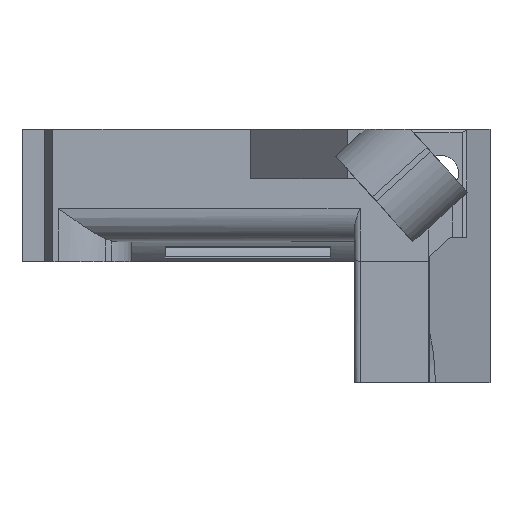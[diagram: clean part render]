
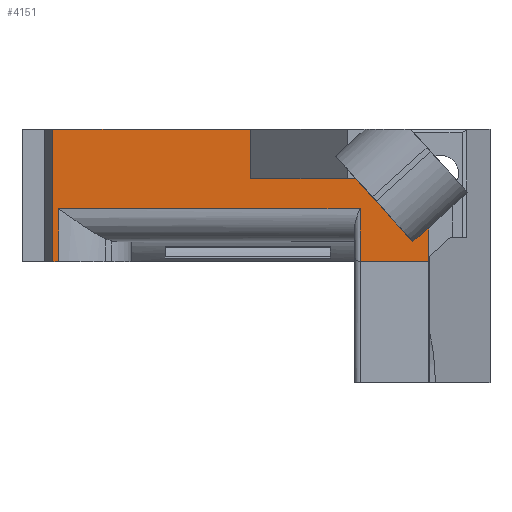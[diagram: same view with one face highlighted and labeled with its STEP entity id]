
A CAD part, left-side view. The second image highlights one B-rep face of the part: STEP entity #4151.
In plain terms, the highlighted planar face has unit normal (-1, 0, 0).
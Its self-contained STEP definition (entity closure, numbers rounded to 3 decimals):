
#290=FACE_OUTER_BOUND('',#521,.T.);
#521=EDGE_LOOP('',(#2785,#2786,#2787,#2788,#2789,#2790,#2791,#2792,#2793,
#2794,#2795,#2796,#2797));
#792=LINE('',#5835,#1250);
#803=LINE('',#5867,#1261);
#804=LINE('',#5870,#1262);
#805=LINE('',#5872,#1263);
#806=LINE('',#5874,#1264);
#807=LINE('',#5876,#1265);
#808=LINE('',#5878,#1266);
#809=LINE('',#5880,#1267);
#810=LINE('',#5882,#1268);
#811=LINE('',#5884,#1269);
#812=LINE('',#5886,#1270);
#813=LINE('',#5888,#1271);
#814=LINE('',#5889,#1272);
#1250=VECTOR('',#4748,10.);
#1261=VECTOR('',#4769,10.);
#1262=VECTOR('',#4772,10.);
#1263=VECTOR('',#4773,10.);
#1264=VECTOR('',#4774,10.);
#1265=VECTOR('',#4775,10.);
#1266=VECTOR('',#4776,10.);
#1267=VECTOR('',#4777,10.);
#1268=VECTOR('',#4778,10.);
#1269=VECTOR('',#4779,10.);
#1270=VECTOR('',#4780,10.);
#1271=VECTOR('',#4781,10.);
#1272=VECTOR('',#4782,10.);
#1701=VERTEX_POINT('',#5826);
#1704=VERTEX_POINT('',#5834);
#1714=VERTEX_POINT('',#5865);
#1715=VERTEX_POINT('',#5869);
#1716=VERTEX_POINT('',#5871);
#1717=VERTEX_POINT('',#5873);
#1718=VERTEX_POINT('',#5875);
#1719=VERTEX_POINT('',#5877);
#1720=VERTEX_POINT('',#5879);
#1721=VERTEX_POINT('',#5881);
#1722=VERTEX_POINT('',#5883);
#1723=VERTEX_POINT('',#5885);
#1724=VERTEX_POINT('',#5887);
#2120=EDGE_CURVE('',#1704,#1701,#792,.T.);
#2134=EDGE_CURVE('',#1714,#1701,#803,.T.);
#2135=EDGE_CURVE('',#1715,#1714,#804,.T.);
#2136=EDGE_CURVE('',#1715,#1716,#805,.F.);
#2137=EDGE_CURVE('',#1717,#1716,#806,.T.);
#2138=EDGE_CURVE('',#1718,#1717,#807,.T.);
#2139=EDGE_CURVE('',#1719,#1718,#808,.T.);
#2140=EDGE_CURVE('',#1720,#1719,#809,.T.);
#2141=EDGE_CURVE('',#1720,#1721,#810,.T.);
#2142=EDGE_CURVE('',#1722,#1721,#811,.T.);
#2143=EDGE_CURVE('',#1723,#1722,#812,.T.);
#2144=EDGE_CURVE('',#1724,#1723,#813,.T.);
#2145=EDGE_CURVE('',#1724,#1704,#814,.T.);
#2785=ORIENTED_EDGE('',*,*,#2120,.T.);
#2786=ORIENTED_EDGE('',*,*,#2134,.F.);
#2787=ORIENTED_EDGE('',*,*,#2135,.F.);
#2788=ORIENTED_EDGE('',*,*,#2136,.T.);
#2789=ORIENTED_EDGE('',*,*,#2137,.F.);
#2790=ORIENTED_EDGE('',*,*,#2138,.F.);
#2791=ORIENTED_EDGE('',*,*,#2139,.F.);
#2792=ORIENTED_EDGE('',*,*,#2140,.F.);
#2793=ORIENTED_EDGE('',*,*,#2141,.T.);
#2794=ORIENTED_EDGE('',*,*,#2142,.F.);
#2795=ORIENTED_EDGE('',*,*,#2143,.F.);
#2796=ORIENTED_EDGE('',*,*,#2144,.F.);
#2797=ORIENTED_EDGE('',*,*,#2145,.T.);
#3985=PLANE('',#4400);
#4151=ADVANCED_FACE('',(#290),#3985,.F.);
#4400=AXIS2_PLACEMENT_3D('',#5868,#4770,#4771);
#4748=DIRECTION('',(0.,0.,-1.));
#4769=DIRECTION('',(0.,1.,0.));
#4770=DIRECTION('center_axis',(1.,0.,0.));
#4771=DIRECTION('ref_axis',(0.,1.,0.));
#4772=DIRECTION('',(0.,0.,-1.));
#4773=DIRECTION('',(0.,-0.475,0.88));
#4774=DIRECTION('',(0.,-0.743,0.669));
#4775=DIRECTION('',(0.,-0.669,-0.743));
#4776=DIRECTION('',(0.,-1.,0.));
#4777=DIRECTION('',(0.,0.,-1.));
#4778=DIRECTION('',(0.,1.,0.));
#4779=DIRECTION('',(0.,0.,1.));
#4780=DIRECTION('',(0.,1.,0.));
#4781=DIRECTION('',(0.,0.,-1.));
#4782=DIRECTION('',(0.,-1.,0.));
#5826=CARTESIAN_POINT('',(-45.,-46.75,-24.));
#5834=CARTESIAN_POINT('',(-45.,-46.75,-19.2));
#5835=CARTESIAN_POINT('',(-45.,-46.75,-24.));
#5865=CARTESIAN_POINT('',(-45.,-53.,-24.));
#5867=CARTESIAN_POINT('',(-45.,-56.25,-24.));
#5868=CARTESIAN_POINT('Origin',(-45.,-56.,-24.));
#5869=CARTESIAN_POINT('',(-45.,-53.,-20.308));
#5870=CARTESIAN_POINT('',(-45.,-53.,-23.1));
#5871=CARTESIAN_POINT('',(-45.,-52.377,-21.462));
#5872=CARTESIAN_POINT('',(-45.,-52.671,-20.917));
#5873=CARTESIAN_POINT('',(-45.,-52.295,-21.536));
#5874=CARTESIAN_POINT('',(-45.,-54.558,-19.498));
#5875=CARTESIAN_POINT('',(-45.,-47.761,-16.5));
#5876=CARTESIAN_POINT('',(-45.,-53.737,-23.138));
#5877=CARTESIAN_POINT('',(-45.,-36.8,-16.5));
#5878=CARTESIAN_POINT('',(-45.,-49.188,-16.5));
#5879=CARTESIAN_POINT('',(-45.,-36.8,-12.));
#5880=CARTESIAN_POINT('',(-45.,-36.8,-18.));
#5881=CARTESIAN_POINT('',(-45.,-18.85,-12.));
#5882=CARTESIAN_POINT('',(-45.,-56.25,-12.));
#5883=CARTESIAN_POINT('',(-45.,-18.85,-24.));
#5884=CARTESIAN_POINT('',(-45.,-18.85,-24.));
#5885=CARTESIAN_POINT('',(-45.,-19.365,-24.));
#5886=CARTESIAN_POINT('',(-45.,-56.25,-24.));
#5887=CARTESIAN_POINT('',(-45.,-19.365,-19.2));
#5888=CARTESIAN_POINT('',(-45.,-19.365,-24.));
#5889=CARTESIAN_POINT('',(-45.,-46.475,-19.2));
